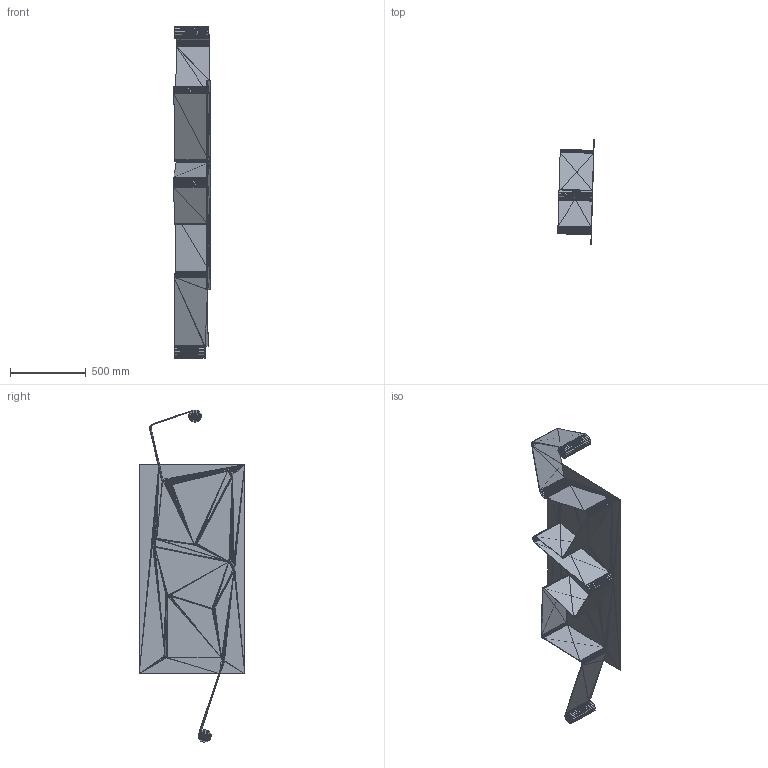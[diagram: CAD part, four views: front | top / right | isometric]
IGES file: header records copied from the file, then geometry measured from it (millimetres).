
Global section: file name: NOTA; native system: AutoCAD 2015 - Italiano (Italian); preprocessor: Autodesk Translation Framework DWG producer (atf_dwg_producer); organization: unknown; date: 20190531.153103; units: millimetre
Bounding box: 240.4 x 694.76 x 2186.32 mm (x, y, z)
Surface area: 4049350.7 mm2 (no closed solid volume)
Topology: 0 solids, 0 shells, 2147 faces, 7640 edges, 8839 vertices
Faces by surface type: plane 2147
